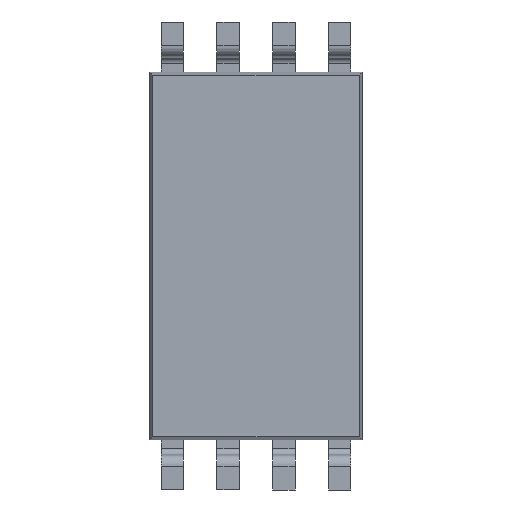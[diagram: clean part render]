
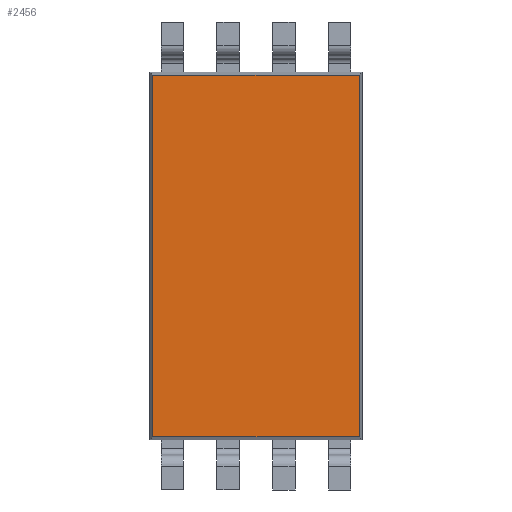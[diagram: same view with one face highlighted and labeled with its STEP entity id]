
A CAD part, front view. The second image highlights one B-rep face of the part: STEP entity #2456.
In plain terms, the highlighted planar face has unit normal (0, -1, 0).
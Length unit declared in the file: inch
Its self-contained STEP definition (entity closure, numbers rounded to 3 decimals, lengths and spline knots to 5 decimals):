
#83 = VERTEX_POINT ( 'NONE', #633 ) ;
#275 = PLANE ( 'NONE',  #812 ) ;
#364 = VECTOR ( 'NONE', #3397, 39.37008 ) ;
#633 = CARTESIAN_POINT ( 'NONE',  ( 0.0175, 0.007, -0.162 ) ) ;
#812 = AXIS2_PLACEMENT_3D ( 'NONE', #3727, #1867, #4051 ) ;
#966 = CARTESIAN_POINT ( 'NONE',  ( -0.1675, 0.007, 0.162 ) ) ;
#967 = DIRECTION ( 'NONE',  ( 1., 0., 0. ) ) ;
#1512 = CARTESIAN_POINT ( 'NONE',  ( 0.02, 0.007, 0.162 ) ) ;
#1573 = VECTOR ( 'NONE', #967, 39.37008 ) ;
#1611 = VERTEX_POINT ( 'NONE', #966 ) ;
#1646 = EDGE_CURVE ( 'NONE', #83, #2393, #2971, .T. ) ;
#1867 = DIRECTION ( 'NONE',  ( 0., 1., 0. ) ) ;
#1872 = CARTESIAN_POINT ( 'NONE',  ( -0.1675, 0.007, -0.1645 ) ) ;
#1928 = CARTESIAN_POINT ( 'NONE',  ( 0.02, 0.007, -0.162 ) ) ;
#1952 = LINE ( 'NONE', #1512, #364 ) ;
#1965 = ORIENTED_EDGE ( 'NONE', *, *, #1646, .T. ) ;
#2133 = VECTOR ( 'NONE', #2570, 39.37008 ) ;
#2135 = EDGE_CURVE ( 'NONE', #2651, #83, #3353, .T. ) ;
#2251 = CARTESIAN_POINT ( 'NONE',  ( 0.0175, 0.007, -0.1645 ) ) ;
#2342 = EDGE_LOOP ( 'NONE', ( #3934, #3514, #3253, #1965 ) ) ;
#2361 = CARTESIAN_POINT ( 'NONE',  ( 0.0175, 0.007, 0.162 ) ) ;
#2393 = VERTEX_POINT ( 'NONE', #2361 ) ;
#2456 = ADVANCED_FACE ( 'NONE', ( #4045 ), #275, .F. ) ;
#2570 = DIRECTION ( 'NONE',  ( 0., 0., 1. ) ) ;
#2651 = VERTEX_POINT ( 'NONE', #3511 ) ;
#2806 = DIRECTION ( 'NONE',  ( 0., 0., -1. ) ) ;
#2842 = EDGE_CURVE ( 'NONE', #1611, #2651, #3210, .T. ) ;
#2971 = LINE ( 'NONE', #2251, #2133 ) ;
#3210 = LINE ( 'NONE', #1872, #3952 ) ;
#3253 = ORIENTED_EDGE ( 'NONE', *, *, #2135, .T. ) ;
#3352 = EDGE_CURVE ( 'NONE', #2393, #1611, #1952, .T. ) ;
#3353 = LINE ( 'NONE', #1928, #1573 ) ;
#3397 = DIRECTION ( 'NONE',  ( -1., 0., 0. ) ) ;
#3511 = CARTESIAN_POINT ( 'NONE',  ( -0.1675, 0.007, -0.162 ) ) ;
#3514 = ORIENTED_EDGE ( 'NONE', *, *, #2842, .T. ) ;
#3727 = CARTESIAN_POINT ( 'NONE',  ( 0.02, 0.007, -0.1645 ) ) ;
#3934 = ORIENTED_EDGE ( 'NONE', *, *, #3352, .T. ) ;
#3952 = VECTOR ( 'NONE', #2806, 39.37008 ) ;
#4045 = FACE_OUTER_BOUND ( 'NONE', #2342, .T. ) ;
#4051 = DIRECTION ( 'NONE',  ( 0., 0., 1. ) ) ;
